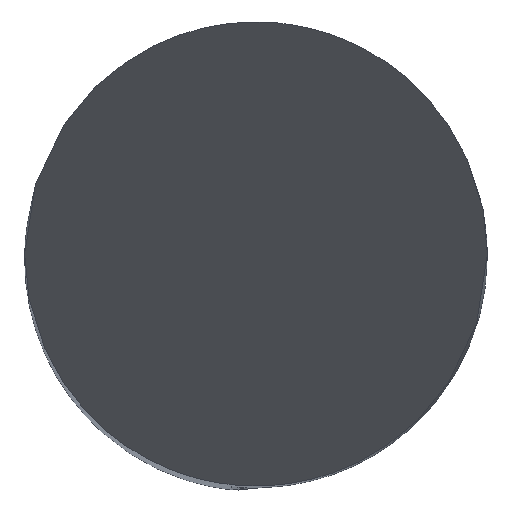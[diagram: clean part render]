
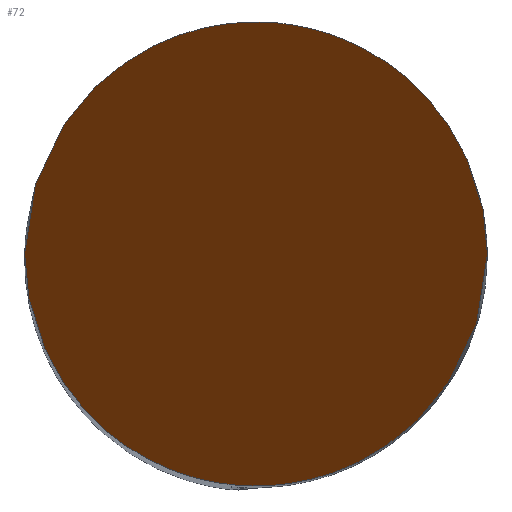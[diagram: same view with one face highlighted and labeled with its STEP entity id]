
A CAD part, top view. The second image highlights one B-rep face of the part: STEP entity #72.
In plain terms, the highlighted planar face has unit normal (0, -0.866, 0.5).
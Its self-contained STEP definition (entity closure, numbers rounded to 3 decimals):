
#54=PLANE('',#518);
#72=ADVANCED_FACE('',(#105),#54,.F.);
#105=FACE_OUTER_BOUND('',#131,.T.);
#131=EDGE_LOOP('',(#252,#253));
#252=ORIENTED_EDGE('',*,*,#384,.F.);
#253=ORIENTED_EDGE('',*,*,#395,.F.);
#336=VERTEX_POINT('',#958);
#337=VERTEX_POINT('',#959);
#384=EDGE_CURVE('',#336,#337,#465,.T.);
#395=EDGE_CURVE('',#337,#336,#469,.T.);
#465=(
BOUNDED_CURVE()
B_SPLINE_CURVE(3,(#954,#955,#956,#957),.UNSPECIFIED.,.F.,.F.)
B_SPLINE_CURVE_WITH_KNOTS((4,4),(0.,1.),.UNSPECIFIED.)
CURVE()
GEOMETRIC_REPRESENTATION_ITEM()
RATIONAL_B_SPLINE_CURVE((1.,0.333,0.333,1.))
REPRESENTATION_ITEM('')
);
#469=(
BOUNDED_CURVE()
B_SPLINE_CURVE(3,(#1048,#1049,#1050,#1051),.UNSPECIFIED.,.F.,.F.)
B_SPLINE_CURVE_WITH_KNOTS((4,4),(0.,1.),.UNSPECIFIED.)
CURVE()
GEOMETRIC_REPRESENTATION_ITEM()
RATIONAL_B_SPLINE_CURVE((1.,0.333,0.333,1.))
REPRESENTATION_ITEM('')
);
#518=AXIS2_PLACEMENT_3D('',#1062,#576,#577);
#576=DIRECTION('',(0.,0.866,-0.5));
#577=DIRECTION('',(0.,0.5,0.866));
#954=CARTESIAN_POINT('',(-3.5,0.,0.));
#955=CARTESIAN_POINT('',(-3.5,7.,12.124));
#956=CARTESIAN_POINT('',(3.5,7.,12.124));
#957=CARTESIAN_POINT('',(3.5,0.,0.));
#958=CARTESIAN_POINT('',(-3.5,0.,0.));
#959=CARTESIAN_POINT('',(3.5,0.,0.));
#1048=CARTESIAN_POINT('',(3.5,0.,0.));
#1049=CARTESIAN_POINT('',(3.5,-7.,-12.124));
#1050=CARTESIAN_POINT('',(-3.5,-7.,-12.124));
#1051=CARTESIAN_POINT('',(-3.5,0.,0.));
#1062=CARTESIAN_POINT('',(-3.5,3.5,6.062));
